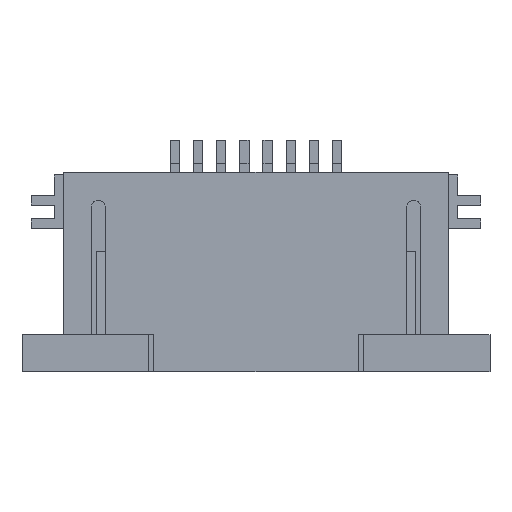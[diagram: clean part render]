
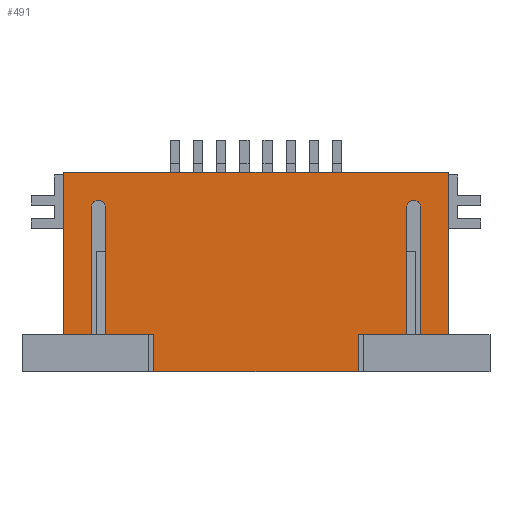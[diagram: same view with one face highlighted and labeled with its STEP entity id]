
A CAD part, top view. The second image highlights one B-rep face of the part: STEP entity #491.
In plain terms, the highlighted planar face has unit normal (0, 0, 1).
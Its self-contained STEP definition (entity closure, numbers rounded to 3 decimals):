
#74=CIRCLE('',#6101,0.15);
#75=CIRCLE('',#6102,0.15);
#212=FACE_OUTER_BOUND('',#1046,.T.);
#491=ADVANCED_FACE('',(#212),#761,.T.);
#761=PLANE('',#6103);
#1046=EDGE_LOOP('',(#2072,#2073,#2074,#2075,#2076,#2077,#2078,#2079,#2080,
#2081,#2082,#2083,#2084,#2085,#2086,#2087,#2088,#2089));
#2072=ORIENTED_EDGE('',*,*,#3837,.F.);
#2073=ORIENTED_EDGE('',*,*,#4021,.F.);
#2074=ORIENTED_EDGE('',*,*,#4022,.F.);
#2075=ORIENTED_EDGE('',*,*,#3486,.F.);
#2076=ORIENTED_EDGE('',*,*,#3916,.F.);
#2077=ORIENTED_EDGE('',*,*,#4023,.T.);
#2078=ORIENTED_EDGE('',*,*,#3907,.T.);
#2079=ORIENTED_EDGE('',*,*,#3545,.F.);
#2080=ORIENTED_EDGE('',*,*,#4024,.F.);
#2081=ORIENTED_EDGE('',*,*,#4025,.F.);
#2082=ORIENTED_EDGE('',*,*,#4026,.F.);
#2083=ORIENTED_EDGE('',*,*,#3524,.F.);
#2084=ORIENTED_EDGE('',*,*,#3918,.F.);
#2085=ORIENTED_EDGE('',*,*,#4027,.T.);
#2086=ORIENTED_EDGE('',*,*,#4028,.T.);
#2087=ORIENTED_EDGE('',*,*,#4029,.T.);
#2088=ORIENTED_EDGE('',*,*,#3922,.F.);
#2089=ORIENTED_EDGE('',*,*,#3493,.F.);
#2920=VERTEX_POINT('',#7740);
#2921=VERTEX_POINT('',#7742);
#2926=VERTEX_POINT('',#7753);
#2928=VERTEX_POINT('',#7756);
#2958=VERTEX_POINT('',#7820);
#2959=VERTEX_POINT('',#7821);
#2979=VERTEX_POINT('',#7861);
#2980=VERTEX_POINT('',#7863);
#3168=VERTEX_POINT('',#8436);
#3221=VERTEX_POINT('',#8573);
#3228=VERTEX_POINT('',#8589);
#3229=VERTEX_POINT('',#8594);
#3232=VERTEX_POINT('',#8602);
#3309=VERTEX_POINT('',#8785);
#3310=VERTEX_POINT('',#8789);
#3311=VERTEX_POINT('',#8791);
#3312=VERTEX_POINT('',#8794);
#3313=VERTEX_POINT('',#8796);
#3486=EDGE_CURVE('',#2920,#2921,#4338,.T.);
#3493=EDGE_CURVE('',#2926,#2928,#4345,.T.);
#3524=EDGE_CURVE('',#2958,#2959,#4376,.T.);
#3545=EDGE_CURVE('',#2979,#2980,#4397,.T.);
#3837=EDGE_CURVE('',#3168,#2926,#4673,.T.);
#3907=EDGE_CURVE('',#3221,#2980,#4741,.T.);
#3916=EDGE_CURVE('',#3228,#2920,#4750,.T.);
#3918=EDGE_CURVE('',#3229,#2958,#4752,.T.);
#3922=EDGE_CURVE('',#2928,#3232,#4756,.T.);
#4021=EDGE_CURVE('',#3309,#3168,#74,.T.);
#4022=EDGE_CURVE('',#2921,#3309,#4853,.T.);
#4023=EDGE_CURVE('',#3228,#3221,#4854,.T.);
#4024=EDGE_CURVE('',#3310,#2979,#4855,.T.);
#4025=EDGE_CURVE('',#3311,#3310,#75,.T.);
#4026=EDGE_CURVE('',#2959,#3311,#4856,.T.);
#4027=EDGE_CURVE('',#3229,#3312,#4857,.T.);
#4028=EDGE_CURVE('',#3312,#3313,#4858,.T.);
#4029=EDGE_CURVE('',#3313,#3232,#4859,.T.);
#4338=LINE('',#7741,#5150);
#4345=LINE('',#7755,#5157);
#4376=LINE('',#7819,#5188);
#4397=LINE('',#7862,#5209);
#4673=LINE('',#8437,#5485);
#4741=LINE('',#8572,#5553);
#4750=LINE('',#8590,#5562);
#4752=LINE('',#8593,#5564);
#4756=LINE('',#8601,#5568);
#4853=LINE('',#8786,#5665);
#4854=LINE('',#8787,#5666);
#4855=LINE('',#8788,#5667);
#4856=LINE('',#8792,#5668);
#4857=LINE('',#8793,#5669);
#4858=LINE('',#8795,#5670);
#4859=LINE('',#8797,#5671);
#5150=VECTOR('',#6285,1.);
#5157=VECTOR('',#6292,1.);
#5188=VECTOR('',#6329,1.);
#5209=VECTOR('',#6350,1.);
#5485=VECTOR('',#6846,1.);
#5553=VECTOR('',#6944,1.);
#5562=VECTOR('',#6955,1.);
#5564=VECTOR('',#6959,1.);
#5568=VECTOR('',#6965,1.);
#5665=VECTOR('',#7082,1.);
#5666=VECTOR('',#7083,1.);
#5667=VECTOR('',#7084,1.);
#5668=VECTOR('',#7087,1.);
#5669=VECTOR('',#7088,1.);
#5670=VECTOR('',#7089,1.);
#5671=VECTOR('',#7090,1.);
#6101=AXIS2_PLACEMENT_3D('',#8784,#7080,#7081);
#6102=AXIS2_PLACEMENT_3D('',#8790,#7085,#7086);
#6103=AXIS2_PLACEMENT_3D('',#8798,#7091,#7092);
#6285=DIRECTION('',(-1.,0.,0.));
#6292=DIRECTION('',(-1.,0.,0.));
#6329=DIRECTION('',(-1.,0.,0.));
#6350=DIRECTION('',(-1.,0.,0.));
#6846=DIRECTION('',(0.,-1.,0.));
#6944=DIRECTION('',(0.,-1.,0.));
#6955=DIRECTION('',(0.,-1.,0.));
#6959=DIRECTION('',(-1.,0.,0.));
#6965=DIRECTION('',(-1.,0.,0.));
#7080=DIRECTION('',(0.,0.,1.));
#7081=DIRECTION('',(1.,0.,0.));
#7082=DIRECTION('',(0.,1.,0.));
#7083=DIRECTION('',(-1.,0.,0.));
#7084=DIRECTION('',(0.,-1.,0.));
#7085=DIRECTION('',(0.,0.,1.));
#7086=DIRECTION('',(1.,0.,0.));
#7087=DIRECTION('',(0.,1.,0.));
#7088=DIRECTION('',(0.,-1.,0.));
#7089=DIRECTION('',(1.,0.,0.));
#7090=DIRECTION('',(0.,1.,0.));
#7091=DIRECTION('',(0.,0.,1.));
#7092=DIRECTION('',(1.,0.,0.));
#7740=CARTESIAN_POINT('',(4.15,0.,1.9));
#7741=CARTESIAN_POINT('',(4.15,0.,1.9));
#7742=CARTESIAN_POINT('',(3.55,0.,1.9));
#7753=CARTESIAN_POINT('',(3.25,0.,1.9));
#7755=CARTESIAN_POINT('',(4.15,0.,1.9));
#7756=CARTESIAN_POINT('',(2.325,0.,1.9));
#7819=CARTESIAN_POINT('',(4.15,0.,1.9));
#7820=CARTESIAN_POINT('',(-2.325,0.,1.9));
#7821=CARTESIAN_POINT('',(-3.25,0.,1.9));
#7861=CARTESIAN_POINT('',(-3.55,0.,1.9));
#7862=CARTESIAN_POINT('',(4.15,0.,1.9));
#7863=CARTESIAN_POINT('',(-4.15,0.,1.9));
#8436=CARTESIAN_POINT('',(3.25,2.75,1.9));
#8437=CARTESIAN_POINT('',(3.25,2.75,1.9));
#8572=CARTESIAN_POINT('',(-4.15,3.5,1.9));
#8573=CARTESIAN_POINT('',(-4.15,3.5,1.9));
#8589=CARTESIAN_POINT('',(4.15,3.5,1.9));
#8590=CARTESIAN_POINT('',(4.15,3.5,1.9));
#8593=CARTESIAN_POINT('',(4.15,0.,1.9));
#8594=CARTESIAN_POINT('',(-2.207,0.,1.9));
#8601=CARTESIAN_POINT('',(4.15,0.,1.9));
#8602=CARTESIAN_POINT('',(2.207,0.,1.9));
#8784=CARTESIAN_POINT('',(3.4,2.75,1.9));
#8785=CARTESIAN_POINT('',(3.55,2.75,1.9));
#8786=CARTESIAN_POINT('',(3.55,0.,1.9));
#8787=CARTESIAN_POINT('',(4.15,3.5,1.9));
#8788=CARTESIAN_POINT('',(-3.55,2.75,1.9));
#8789=CARTESIAN_POINT('',(-3.55,2.75,1.9));
#8790=CARTESIAN_POINT('',(-3.4,2.75,1.9));
#8791=CARTESIAN_POINT('',(-3.25,2.75,1.9));
#8792=CARTESIAN_POINT('',(-3.25,0.,1.9));
#8793=CARTESIAN_POINT('',(-2.207,0.,1.9));
#8794=CARTESIAN_POINT('',(-2.207,-0.8,1.9));
#8795=CARTESIAN_POINT('',(-2.207,-0.8,1.9));
#8796=CARTESIAN_POINT('',(2.207,-0.8,1.9));
#8797=CARTESIAN_POINT('',(2.207,-0.8,1.9));
#8798=CARTESIAN_POINT('',(4.15,3.5,1.9));
